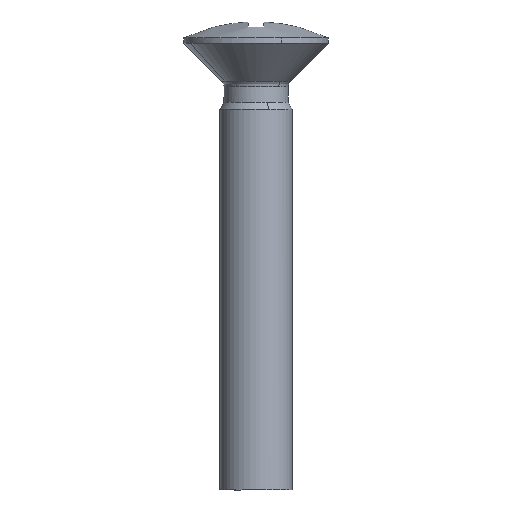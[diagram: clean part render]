
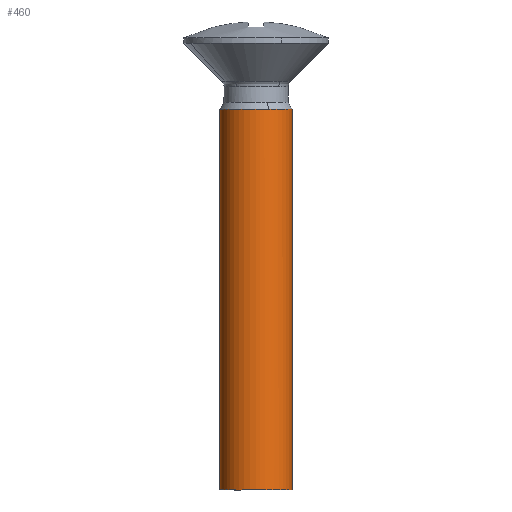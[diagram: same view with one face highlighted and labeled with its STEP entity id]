
A CAD part, left-side view. The second image highlights one B-rep face of the part: STEP entity #460.
In plain terms, the highlighted free-form (B-spline) face has degree [2, 1] with [5, 2] control points.
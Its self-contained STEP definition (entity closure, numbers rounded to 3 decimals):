
#282=CARTESIAN_POINT('',(-0.236,1.986,-25.));
#283=VERTEX_POINT('',#282);
#301=CARTESIAN_POINT('',(-0.236,1.986,-3.952));
#302=VERTEX_POINT('',#301);
#303=CARTESIAN_POINT('',(-0.236,1.986,-3.952));
#304=CARTESIAN_POINT('',(-0.236,1.986,-25.));
#305=QUASI_UNIFORM_CURVE('',1,(#303,#304),.UNSPECIFIED.,.F.,.U.);
#306=EDGE_CURVE('',#302,#283,#305,.T.);
#325=CARTESIAN_POINT('',(0.122,-1.996,-3.952));
#326=VERTEX_POINT('',#325);
#340=CARTESIAN_POINT('',(0.122,-1.996,-25.0));
#341=VERTEX_POINT('',#340);
#342=CARTESIAN_POINT('',(0.122,-1.996,-3.952));
#343=CARTESIAN_POINT('',(0.122,-1.996,-25.0));
#344=QUASI_UNIFORM_CURVE('',1,(#342,#343),.UNSPECIFIED.,.F.,.U.);
#345=EDGE_CURVE('',#326,#341,#344,.T.);
#363=CARTESIAN_POINT('',(0.122,-1.996,-3.426));
#364=CARTESIAN_POINT('',(-1.874,-2.118,-3.426));
#365=CARTESIAN_POINT('',(-1.996,-0.122,-3.426));
#366=CARTESIAN_POINT('',(-2.112,1.763,-3.426));
#367=CARTESIAN_POINT('',(-0.236,1.986,-3.426));
#368=CARTESIAN_POINT('',(0.122,-1.996,-25.539));
#369=CARTESIAN_POINT('',(-1.874,-2.118,-25.539));
#370=CARTESIAN_POINT('',(-1.996,-0.122,-25.539));
#371=CARTESIAN_POINT('',(-2.112,1.763,-25.539));
#372=CARTESIAN_POINT('',(-0.236,1.986,-25.539));
#380=(BOUNDED_SURFACE()B_SPLINE_SURFACE(2,1,((#363,#368),(#364,#369),(#365,#370),(#366,#371),(#367,#372)),.UNSPECIFIED.,.F.,.F.,.U.)B_SPLINE_SURFACE_WITH_KNOTS((3,2,3),(2,2),(0.0,3.314,6.495),(0.0,22.114),.UNSPECIFIED.)GEOMETRIC_REPRESENTATION_ITEM()RATIONAL_B_SPLINE_SURFACE(((1.0,1.0),(0.707,0.707),(1.0,1.0),(0.719,0.719),(0.978,0.978)))REPRESENTATION_ITEM('')SURFACE());
#381=CARTESIAN_POINT('',(-2.0,0.0,-25.0));
#382=VERTEX_POINT('',#381);
#383=CARTESIAN_POINT('',(-2.0,0.0,-25.0));
#384=CARTESIAN_POINT('',(-2.,1.776,-25.));
#385=CARTESIAN_POINT('',(-0.236,1.986,-25.));
#393=(BOUNDED_CURVE()B_SPLINE_CURVE(2,(#383,#384,#385),.UNSPECIFIED.,.F.,.U.)B_SPLINE_CURVE_WITH_KNOTS((3,3),(0.0,0.23),.UNSPECIFIED.)CURVE()GEOMETRIC_REPRESENTATION_ITEM()RATIONAL_B_SPLINE_CURVE((1.0,0.731,0.956))REPRESENTATION_ITEM(''));
#394=EDGE_CURVE('',#382,#283,#393,.T.);
#395=ORIENTED_EDGE('',*,*,#394,.F.);
#396=CARTESIAN_POINT('',(0.122,-1.996,-25.0));
#397=CARTESIAN_POINT('',(0.061,-2.,-25.0));
#398=CARTESIAN_POINT('',(0.0,-2.0,-25.0));
#399=CARTESIAN_POINT('',(-2.,-2.,-25.0));
#400=CARTESIAN_POINT('',(-2.0,0.0,-25.0));
#408=(BOUNDED_CURVE()B_SPLINE_CURVE(2,(#396,#397,#398,#399,#400),.UNSPECIFIED.,.F.,.U.)B_SPLINE_CURVE_WITH_KNOTS((3,2,3),(0.739,0.75,1.0),.UNSPECIFIED.)CURVE()GEOMETRIC_REPRESENTATION_ITEM()RATIONAL_B_SPLINE_CURVE((0.976,0.988,1.0,0.707,1.0))REPRESENTATION_ITEM(''));
#409=EDGE_CURVE('',#341,#382,#408,.T.);
#410=ORIENTED_EDGE('',*,*,#409,.F.);
#411=ORIENTED_EDGE('',*,*,#345,.F.);
#412=CARTESIAN_POINT('',(-1.872,-0.703,-3.952));
#413=VERTEX_POINT('',#412);
#414=CARTESIAN_POINT('',(0.122,-1.996,-3.952));
#415=CARTESIAN_POINT('',(0.061,-2.,-3.952));
#416=CARTESIAN_POINT('',(0.0,-2.0,-3.952));
#417=CARTESIAN_POINT('',(-1.385,-2.,-3.952));
#418=CARTESIAN_POINT('',(-1.872,-0.703,-3.952));
#426=(BOUNDED_CURVE()B_SPLINE_CURVE(2,(#414,#415,#416,#417,#418),.UNSPECIFIED.,.F.,.U.)B_SPLINE_CURVE_WITH_KNOTS((3,2,3),(0.739,0.75,0.94),.UNSPECIFIED.)CURVE()GEOMETRIC_REPRESENTATION_ITEM()RATIONAL_B_SPLINE_CURVE((0.976,0.988,1.0,0.777,0.893))REPRESENTATION_ITEM(''));
#427=EDGE_CURVE('',#326,#413,#426,.T.);
#428=ORIENTED_EDGE('',*,*,#427,.T.);
#429=CARTESIAN_POINT('',(-2.0,0.0,-3.952));
#430=VERTEX_POINT('',#429);
#431=CARTESIAN_POINT('',(-1.872,-0.703,-3.952));
#432=CARTESIAN_POINT('',(-2.,-0.363,-3.952));
#433=CARTESIAN_POINT('',(-2.0,0.0,-3.952));
#441=(BOUNDED_CURVE()B_SPLINE_CURVE(2,(#431,#432,#433),.UNSPECIFIED.,.F.,.U.)B_SPLINE_CURVE_WITH_KNOTS((3,3),(0.94,1.0),.UNSPECIFIED.)CURVE()GEOMETRIC_REPRESENTATION_ITEM()RATIONAL_B_SPLINE_CURVE((0.893,0.93,1.0))REPRESENTATION_ITEM(''));
#442=EDGE_CURVE('',#413,#430,#441,.T.);
#443=ORIENTED_EDGE('',*,*,#442,.T.);
#444=CARTESIAN_POINT('',(-2.0,0.0,-3.952));
#445=CARTESIAN_POINT('',(-2.,1.776,-3.952));
#446=CARTESIAN_POINT('',(-0.236,1.986,-3.952));
#454=(BOUNDED_CURVE()B_SPLINE_CURVE(2,(#444,#445,#446),.UNSPECIFIED.,.F.,.U.)B_SPLINE_CURVE_WITH_KNOTS((3,3),(0.0,0.23),.UNSPECIFIED.)CURVE()GEOMETRIC_REPRESENTATION_ITEM()RATIONAL_B_SPLINE_CURVE((1.0,0.731,0.956))REPRESENTATION_ITEM(''));
#455=EDGE_CURVE('',#430,#302,#454,.T.);
#456=ORIENTED_EDGE('',*,*,#455,.T.);
#457=ORIENTED_EDGE('',*,*,#306,.T.);
#458=EDGE_LOOP('',(#395,#410,#411,#428,#443,#456,#457));
#459=FACE_OUTER_BOUND('',#458,.T.);
#460=ADVANCED_FACE('',(#459),#380,.T.);
